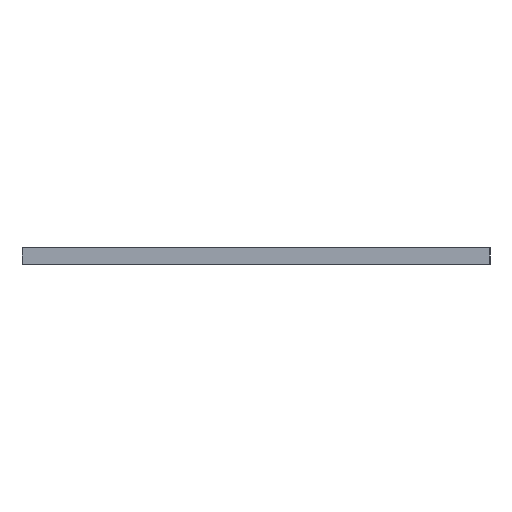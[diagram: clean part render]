
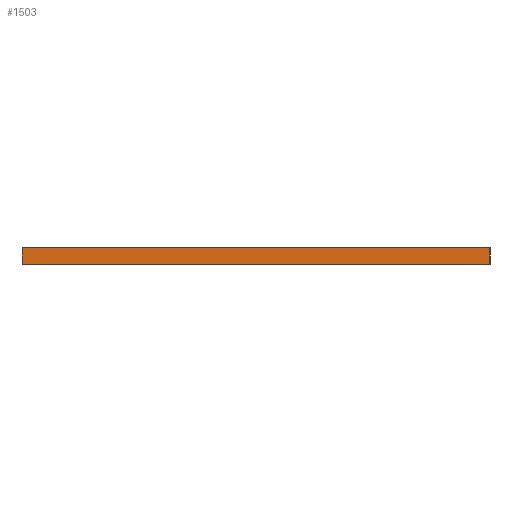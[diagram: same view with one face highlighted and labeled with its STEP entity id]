
A CAD part, left-side view. The second image highlights one B-rep face of the part: STEP entity #1503.
In plain terms, the highlighted planar face has unit normal (-1, 0.003, 0).
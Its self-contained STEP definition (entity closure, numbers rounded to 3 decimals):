
#79 = EDGE_CURVE('',#80,#82,#84,.T.);
#80 = VERTEX_POINT('',#81);
#81 = CARTESIAN_POINT('',(101.9,-92.89,0.));
#82 = VERTEX_POINT('',#83);
#83 = CARTESIAN_POINT('',(101.9,-92.89,1.51));
#84 = LINE('',#85,#86);
#85 = CARTESIAN_POINT('',(101.9,-92.89,0.));
#86 = VECTOR('',#87,1.);
#87 = DIRECTION('',(0.,0.,1.));
#112 = VERTEX_POINT('',#113);
#113 = CARTESIAN_POINT('',(101.786,-135.912,1.51));
#119 = EDGE_CURVE('',#120,#112,#122,.T.);
#120 = VERTEX_POINT('',#121);
#121 = CARTESIAN_POINT('',(101.786,-135.912,0.));
#122 = LINE('',#123,#124);
#123 = CARTESIAN_POINT('',(101.786,-135.912,0.));
#124 = VECTOR('',#125,1.);
#125 = DIRECTION('',(0.,0.,1.));
#143 = EDGE_CURVE('',#120,#80,#144,.T.);
#144 = LINE('',#145,#146);
#145 = CARTESIAN_POINT('',(101.786,-135.912,0.));
#146 = VECTOR('',#147,1.);
#147 = DIRECTION('',(0.003,1.,0.));
#826 = EDGE_CURVE('',#112,#82,#827,.T.);
#827 = LINE('',#828,#829);
#828 = CARTESIAN_POINT('',(101.786,-135.912,1.51));
#829 = VECTOR('',#830,1.);
#830 = DIRECTION('',(0.003,1.,0.));
#1503 = ADVANCED_FACE('',(#1504),#1510,.T.);
#1504 = FACE_BOUND('',#1505,.T.);
#1505 = EDGE_LOOP('',(#1506,#1507,#1508,#1509));
#1506 = ORIENTED_EDGE('',*,*,#119,.T.);
#1507 = ORIENTED_EDGE('',*,*,#826,.T.);
#1508 = ORIENTED_EDGE('',*,*,#79,.F.);
#1509 = ORIENTED_EDGE('',*,*,#143,.F.);
#1510 = PLANE('',#1511);
#1511 = AXIS2_PLACEMENT_3D('',#1512,#1513,#1514);
#1512 = CARTESIAN_POINT('',(101.786,-135.912,0.));
#1513 = DIRECTION('',(-1.,0.003,0.));
#1514 = DIRECTION('',(0.003,1.,0.));
